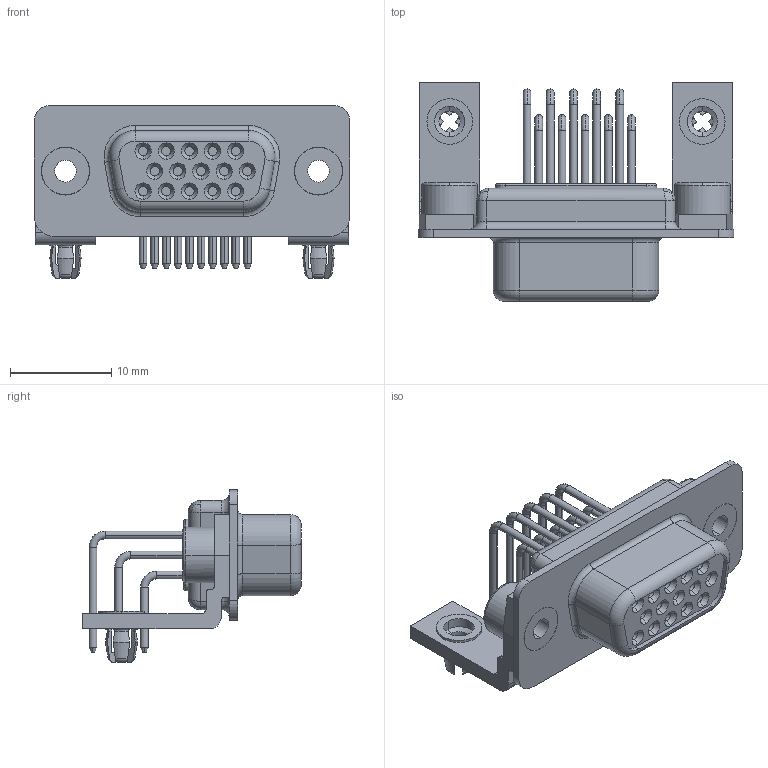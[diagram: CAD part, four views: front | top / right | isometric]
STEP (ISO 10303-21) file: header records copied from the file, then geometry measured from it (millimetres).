
FILE_DESCRIPTION(('Creo Elements/Direct Modeling STEP Export'),'2;1');
FILE_NAME('model.stp','2019-03-20T20:24:32',(''),(''),'Creo Elements/Direct Modeling STEP processor for AP214 (Solid Model)','Creo Elements/Direct Modeling 20.1A 29-Sep-2018 (C) Parametric Technology GmbH','');
FILE_SCHEMA(('AUTOMOTIVE_DESIGN { 1 0 10303 214 1 1 1 1 }'));
Length unit declared in the file: millimetre
Products named in the file (2): VS-09-BU-DSUB-HD-ER
Assembly tree (1 placements, depth 2):
  VS-09-BU-DSUB-HD-ER
    VS-09-BU-DSUB-HD-ER
Bounding box: 31.19 x 21.6 x 17.07 mm (x, y, z)
Volume: 2424.5 mm3; surface area: 3035.4 mm2
Topology: 1 solids, 1 shells, 528 faces, 1353 edges, 887 vertices
Faces by surface type: cylinder 206, plane 152, cone 84, torus 74, bspline 12
Entity records: 22915 total; most frequent: CARTESIAN_POINT 6734, ORIENTED_EDGE 2706, DIRECTION 2266, EDGE_CURVE 1353, AXIS2_PLACEMENT_3D 908, VERTEX_POINT 887, EDGE_LOOP 596, COLOUR_RGB 529
